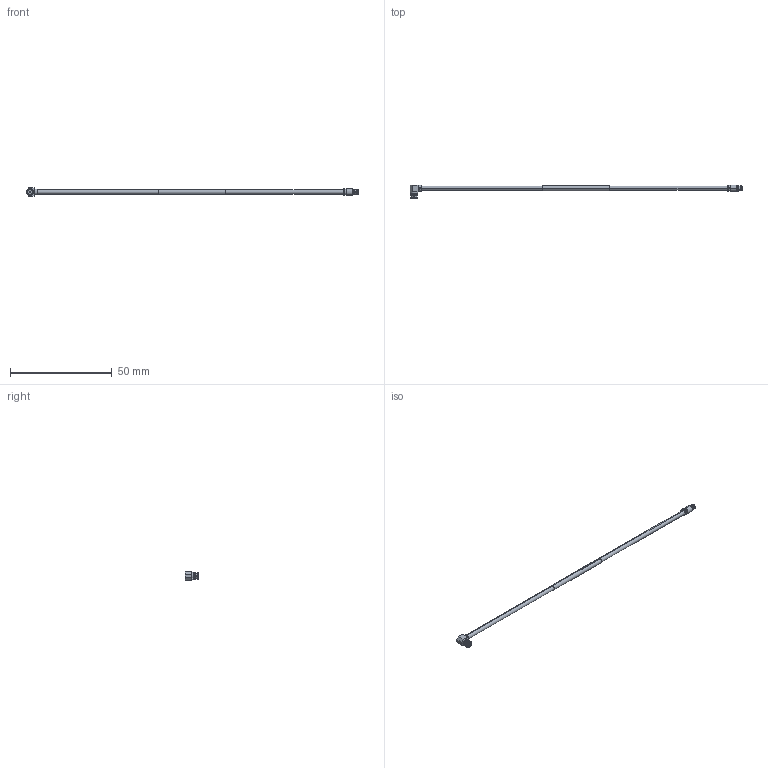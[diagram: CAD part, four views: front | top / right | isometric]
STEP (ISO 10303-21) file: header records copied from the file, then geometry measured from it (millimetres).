
FILE_DESCRIPTION (( 'STEP AP214' ), '1' );
FILE_NAME ('FMC00647-0002_3D.step', '2023-03-06T20:09:35', ( '' ), ( '' ), 'SwSTEP 2.0', 'SolidWorks 2022', '' );
FILE_SCHEMA (( 'AUTOMOTIVE_DESIGN' ));
Length unit declared in the file: inch
Products named in the file (4): SC5233; FMC00647-0002_3D; PE44974 ¦ SC5431; FM-SR086TB^FMC00647-0002
Assembly tree (3 placements, depth 2):
  FMC00647-0002_3D
    FM-SR086TB^FMC00647-0002
    SC5233
    PE44974 ¦ SC5431
Bounding box: 163.27 x 6.84 x 3.96 mm (x, y, z)
Volume: 710 mm3; surface area: 1901.7 mm2
Topology: 7 solids, 7 shells, 235 faces, 647 edges, 421 vertices
Faces by surface type: plane 101, cylinder 75, cone 53, bspline 6
Entity records: 10307 total; most frequent: CARTESIAN_POINT 2681, ORIENTED_EDGE 1286, DIRECTION 1188, EDGE_CURVE 643, AXIS2_PLACEMENT_3D 458, VERTEX_POINT 419, LINE 272, VECTOR 272
